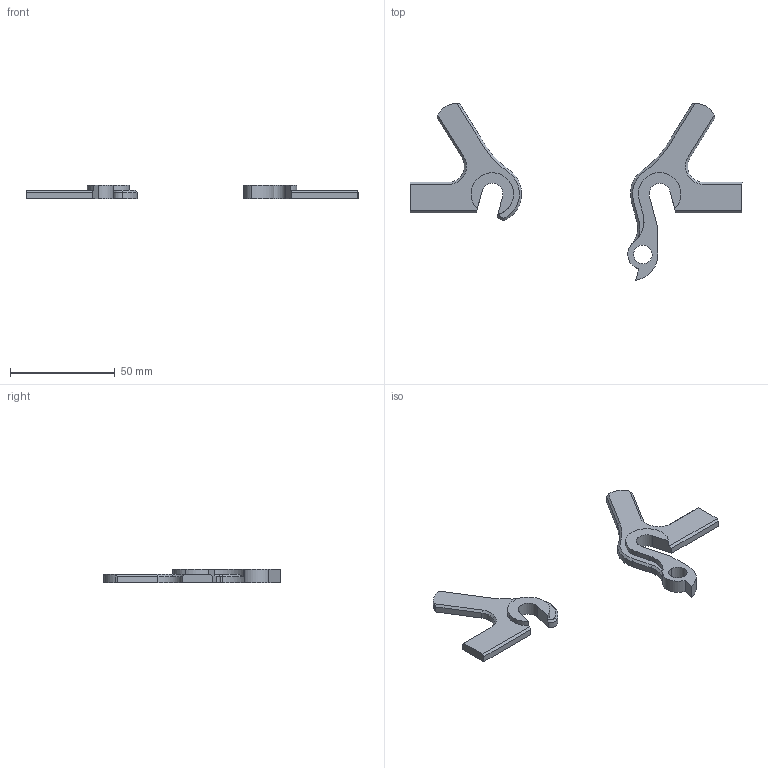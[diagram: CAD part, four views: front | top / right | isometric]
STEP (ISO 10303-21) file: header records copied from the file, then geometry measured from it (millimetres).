
FILE_DESCRIPTION (( 'STEP AP214' ), '1' );
FILE_NAME ('DR0009.STEP', '2012-07-03T19:38:08', ( 'BobCad' ), ( 'Microsoft' ), 'SwSTEP 2.0', 'SolidWorks 2012', '' );
FILE_SCHEMA (( 'AUTOMOTIVE_DESIGN' ));
Length unit declared in the file: millimetre
Products named in the file (3): DR0009; DR0009L; DR0009R
Assembly tree (2 placements, depth 2):
  DR0009
    DR0009L
    DR0009R
Bounding box: 158.74 x 84.59 x 6.5 mm (x, y, z)
Volume: 12502.6 mm3; surface area: 8234.6 mm2
Topology: 2 solids, 2 shells, 66 faces, 175 edges, 113 vertices
Faces by surface type: plane 33, cylinder 24, cone 9
Entity records: 2167 total; most frequent: CARTESIAN_POINT 386, DIRECTION 366, ORIENTED_EDGE 350, EDGE_CURVE 175, AXIS2_PLACEMENT_3D 129, VERTEX_POINT 113, LINE 108, VECTOR 108
